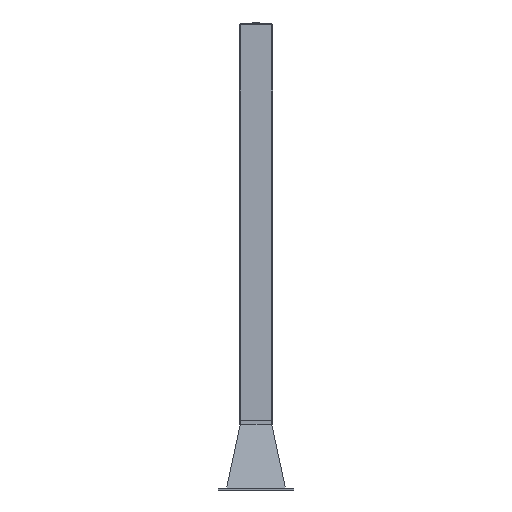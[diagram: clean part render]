
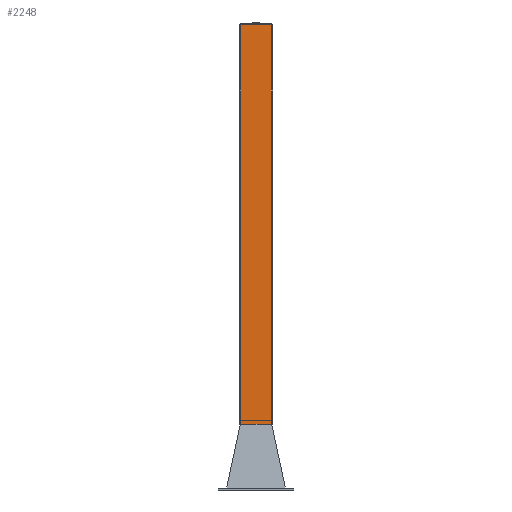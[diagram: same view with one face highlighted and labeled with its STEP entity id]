
A CAD part, left-side view. The second image highlights one B-rep face of the part: STEP entity #2248.
In plain terms, the highlighted planar face has unit normal (-1, 0, 0).
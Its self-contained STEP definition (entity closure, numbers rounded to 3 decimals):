
#2248=ADVANCED_FACE('',(#3994),#3995,.F.);
#3994=FACE_OUTER_BOUND('',#5511,.T.);
#3995=PLANE('',#5512);
#5511=EDGE_LOOP('',(#8688,#8689,#8690,#8691));
#5512=AXIS2_PLACEMENT_3D('',#8692,#8693,#8694);
#8688=ORIENTED_EDGE('',*,*,#10033,.F.);
#8689=ORIENTED_EDGE('',*,*,#10034,.T.);
#8690=ORIENTED_EDGE('',*,*,#10035,.T.);
#8691=ORIENTED_EDGE('',*,*,#10024,.T.);
#8692=CARTESIAN_POINT('',(-125.0,230.556,148.326));
#8693=DIRECTION('',(1.0,0.0,0.0));
#8694=DIRECTION('',(0.0,0.0,-1.0));
#10024=EDGE_CURVE('',#11758,#11755,#11759,.F.);
#10033=EDGE_CURVE('',#11773,#11755,#11774,.T.);
#10034=EDGE_CURVE('',#11773,#11775,#11776,.T.);
#10035=EDGE_CURVE('',#11775,#11758,#11777,.T.);
#11755=VERTEX_POINT('',#16037);
#11758=VERTEX_POINT('',#16040);
#11759=LINE('',#16041,#16042);
#11773=VERTEX_POINT('',#16059);
#11774=LINE('',#16060,#16061);
#11775=VERTEX_POINT('',#16062);
#11776=LINE('',#16063,#16064);
#11777=LINE('',#16065,#16066);
#16037=CARTESIAN_POINT('',(-125.0,-7.444,148.326));
#16040=CARTESIAN_POINT('',(-125.0,-7.444,-2851.674));
#16041=CARTESIAN_POINT('',(-125.0,-7.444,148.326));
#16042=VECTOR('',#17256,1.0);
#16059=CARTESIAN_POINT('',(-125.0,218.556,148.326));
#16060=CARTESIAN_POINT('',(-125.0,230.556,148.326));
#16061=VECTOR('',#17269,1.0);
#16062=CARTESIAN_POINT('',(-125.0,218.556,-2851.674));
#16063=CARTESIAN_POINT('',(-125.0,218.556,148.326));
#16064=VECTOR('',#17270,1.0);
#16065=CARTESIAN_POINT('',(-125.0,230.556,-2851.674));
#16066=VECTOR('',#17271,1.0);
#17256=DIRECTION('',(0.0,0.0,-1.0));
#17269=DIRECTION('',(0.0,-1.0,0.0));
#17270=DIRECTION('',(0.0,0.0,-1.0));
#17271=DIRECTION('',(0.0,-1.0,0.0));
